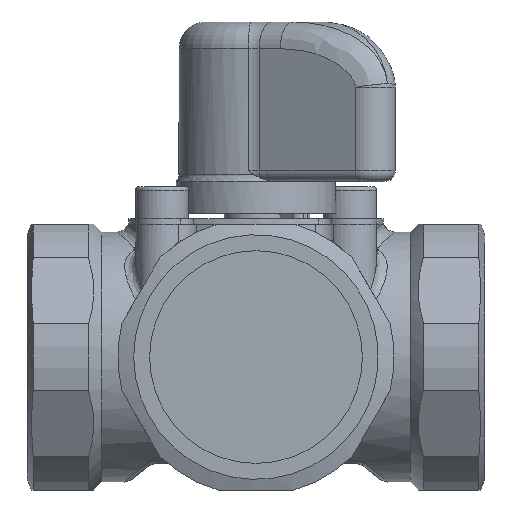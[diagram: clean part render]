
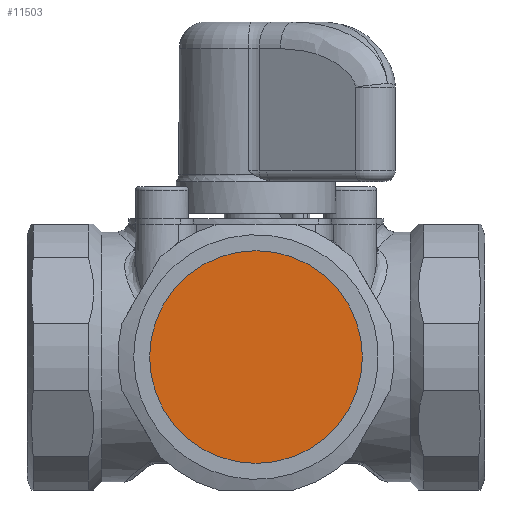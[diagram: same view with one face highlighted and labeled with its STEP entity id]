
A CAD part, left-side view. The second image highlights one B-rep face of the part: STEP entity #11503.
In plain terms, the highlighted planar face has unit normal (-1, 0, 0).
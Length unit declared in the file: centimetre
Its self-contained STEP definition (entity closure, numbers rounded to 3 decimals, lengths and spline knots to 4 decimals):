
#2591=FACE_OUTER_BOUND('',#3259,.T.);
#3259=EDGE_LOOP('',(#7204));
#3995=CIRCLE('',#12177,2.);
#4397=VERTEX_POINT('',#15550);
#5501=EDGE_CURVE('',#4397,#4397,#3995,.T.);
#7204=ORIENTED_EDGE('',*,*,#5501,.T.);
#10595=PLANE('',#12176);
#11503=ADVANCED_FACE('',(#2591),#10595,.T.);
#12176=AXIS2_PLACEMENT_3D('',#15549,#13054,#13055);
#12177=AXIS2_PLACEMENT_3D('',#15551,#13056,#13057);
#13054=DIRECTION('center_axis',(-1.,0.,0.));
#13055=DIRECTION('ref_axis',(0.,0.,1.));
#13056=DIRECTION('center_axis',(-1.,0.,0.));
#13057=DIRECTION('ref_axis',(0.,-1.,0.));
#15549=CARTESIAN_POINT('Origin',(-2.5,0.,0.));
#15550=CARTESIAN_POINT('',(-2.5,2.,0.));
#15551=CARTESIAN_POINT('Origin',(-2.5,0.,0.));
